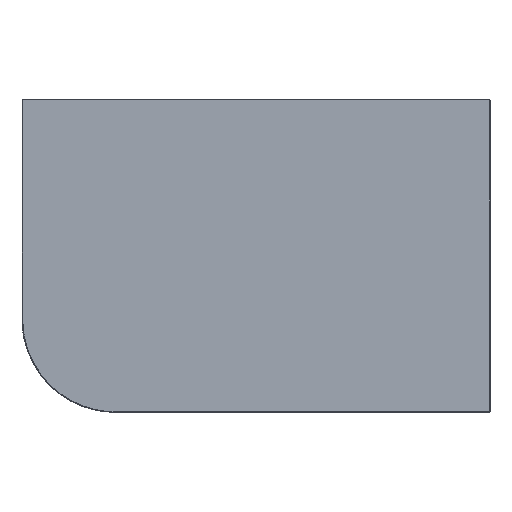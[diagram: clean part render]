
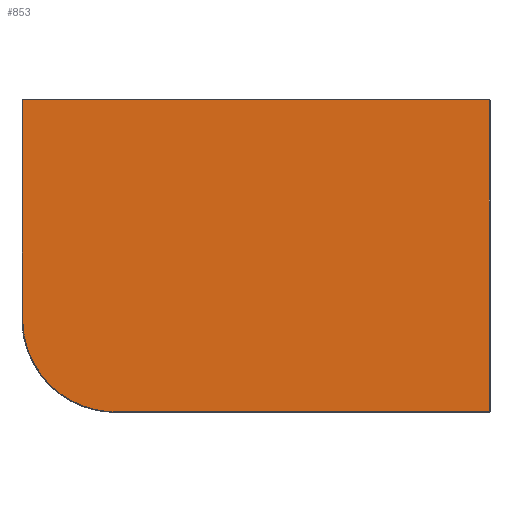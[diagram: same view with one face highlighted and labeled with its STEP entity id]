
A CAD part, top view. The second image highlights one B-rep face of the part: STEP entity #853.
In plain terms, the highlighted face is planar.
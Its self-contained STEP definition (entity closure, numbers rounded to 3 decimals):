
#12=(
BOUNDED_CURVE()
B_SPLINE_CURVE(2,(#4722,#4723,#4724),.UNSPECIFIED.,.F.,.F.)
B_SPLINE_CURVE_WITH_KNOTS((3,3),(-232.478,0.),.UNSPECIFIED.)
CURVE()
GEOMETRIC_REPRESENTATION_ITEM()
RATIONAL_B_SPLINE_CURVE((1.,0.707,1.))
REPRESENTATION_ITEM('')
);
#853=ADVANCED_FACE('',(#1090),#3676,.T.);
#1090=FACE_OUTER_BOUND('',#1328,.T.);
#1328=EDGE_LOOP('',(#1649,#1650,#1651,#1652,#1653));
#1649=ORIENTED_EDGE('',*,*,#2588,.T.);
#1650=ORIENTED_EDGE('',*,*,#2589,.T.);
#1651=ORIENTED_EDGE('',*,*,#2582,.T.);
#1652=ORIENTED_EDGE('',*,*,#2590,.T.);
#1653=ORIENTED_EDGE('',*,*,#2598,.T.);
#2582=EDGE_CURVE('',#3379,#3380,#3064,.T.);
#2588=EDGE_CURVE('',#3385,#3386,#3070,.T.);
#2589=EDGE_CURVE('',#3386,#3379,#3071,.T.);
#2590=EDGE_CURVE('',#3380,#3387,#3072,.T.);
#2598=EDGE_CURVE('',#3387,#3385,#12,.T.);
#3064=B_SPLINE_CURVE_WITH_KNOTS('',1,(#4690,#4691),.UNSPECIFIED.,.F.,.F.,
(2,2),(-746.5,0.),.UNSPECIFIED.);
#3070=B_SPLINE_CURVE_WITH_KNOTS('',1,(#4702,#4703),.UNSPECIFIED.,.F.,.F.,
(2,2),(0.,598.5),.UNSPECIFIED.);
#3071=B_SPLINE_CURVE_WITH_KNOTS('',1,(#4704,#4705),.UNSPECIFIED.,.F.,.F.,
(2,2),(0.,499.),.UNSPECIFIED.);
#3072=B_SPLINE_CURVE_WITH_KNOTS('',1,(#4706,#4707),.UNSPECIFIED.,.F.,.F.,
(2,2),(0.,351.),.UNSPECIFIED.);
#3379=VERTEX_POINT('',#4654);
#3380=VERTEX_POINT('',#4655);
#3385=VERTEX_POINT('',#4660);
#3386=VERTEX_POINT('',#4661);
#3387=VERTEX_POINT('',#4662);
#3676=PLANE('',#4010);
#4010=AXIS2_PLACEMENT_3D('',#4596,#4267,$);
#4267=DIRECTION('',(0.,1.,0.));
#4596=CARTESIAN_POINT('',(-523.65,20.,-299.9));
#4654=CARTESIAN_POINT('',(297.5,20.,-250.));
#4655=CARTESIAN_POINT('',(-449.,20.,-250.));
#4660=CARTESIAN_POINT('',(-301.,20.,249.));
#4661=CARTESIAN_POINT('',(297.5,20.,249.));
#4662=CARTESIAN_POINT('',(-449.,20.,101.));
#4690=CARTESIAN_POINT('',(297.5,20.,-250.));
#4691=CARTESIAN_POINT('',(-449.,20.,-250.));
#4702=CARTESIAN_POINT('',(-301.,20.,249.));
#4703=CARTESIAN_POINT('',(297.5,20.,249.));
#4704=CARTESIAN_POINT('',(297.5,20.,249.));
#4705=CARTESIAN_POINT('',(297.5,20.,-250.));
#4706=CARTESIAN_POINT('',(-449.,20.,-250.));
#4707=CARTESIAN_POINT('',(-449.,20.,101.));
#4722=CARTESIAN_POINT('',(-449.,20.,101.));
#4723=CARTESIAN_POINT('',(-449.,20.,249.));
#4724=CARTESIAN_POINT('',(-301.,20.,249.));
